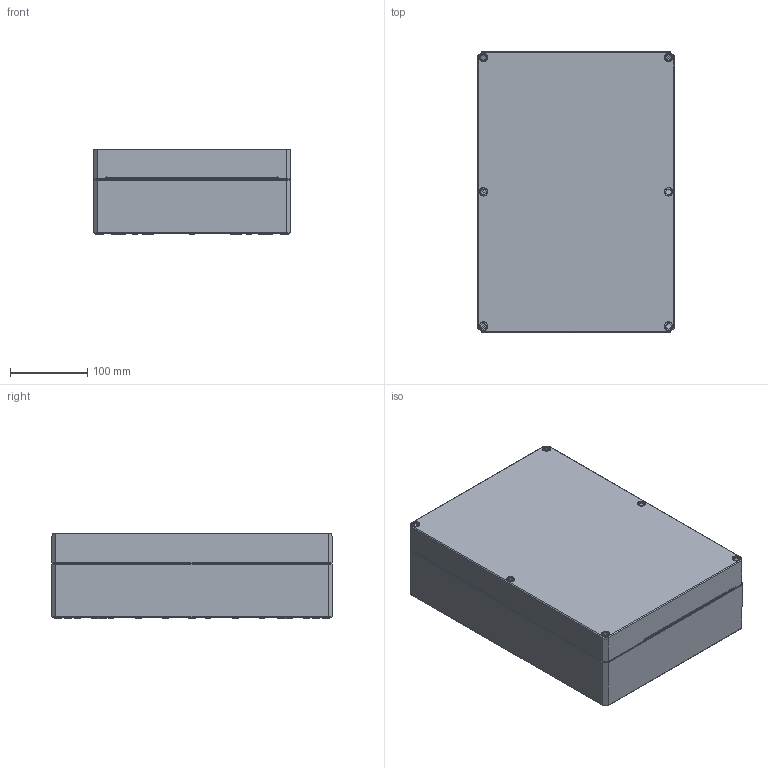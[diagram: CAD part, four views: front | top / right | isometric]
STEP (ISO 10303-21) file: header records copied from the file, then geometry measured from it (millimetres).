
FILE_DESCRIPTION(/* description */ (''),/* implementation_level */ '2;1');
FILE_NAME(/* name */ '0903106510 MBI 362511 OK.stp',/* time_stamp */ '2020-12-16T08:23:03+01:00',/* author */ ('alexander.rose'),/* organization */ (''),/* preprocessor_version */ 'ST-DEVELOPER v17.2',/* originating_system */ 'Autodesk Inventor 2019',/* authorisation */ '');
FILE_SCHEMA (('AUTOMOTIVE_DESIGN { 1 0 10303 214 3 1 1 }'));
Products named in the file (5): 0903106510 MBI 362511 H OK; 0901106512-UT_362572 - Index03; 0903106511-OT_362539 Klar; Schraube _ M10 x 58 _ MBTK -; Dichtung_3625xx
Assembly tree (9 placements, depth 2):
  0903106510 MBI 362511 H OK
    0901106512-UT_362572 - Index03
    0903106511-OT_362539 Klar
    Schraube _ M10 x 58 _ MBTK -  x6
    Dichtung_3625xx
Bounding box: 254 x 362 x 110.7 mm (x, y, z)
Volume: 1099860.7 mm3; surface area: 686206.5 mm2
Topology: 9 solids, 9 shells, 3623 faces, 8713 edges, 5378 vertices
Faces by surface type: plane 1505, cylinder 640, bspline 600, torus 513, cone 333, sphere 32
Full cylindrical faces by diameter (mm): 4.5 x6, 5 x6, 5.8 x12, 6 x1, 7 x6, 8.376 x6, 10 x1, 10.5 x6
Entity records: 98902 total; most frequent: CARTESIAN_POINT 28519, ORIENTED_EDGE 14916, DIRECTION 13887, EDGE_CURVE 7458, AXIS2_PLACEMENT_3D 5110, VERTEX_POINT 4563, LINE 3667, VECTOR 3667
